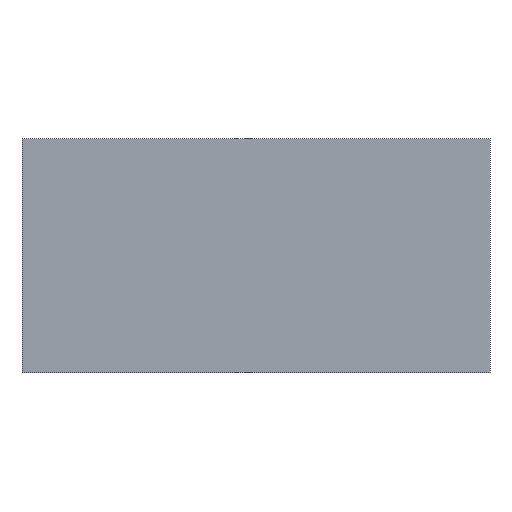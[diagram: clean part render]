
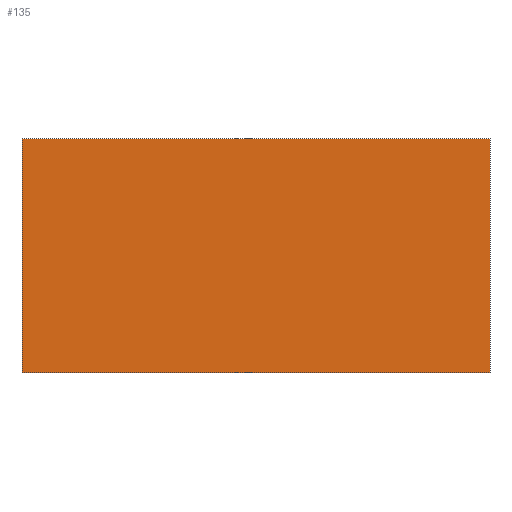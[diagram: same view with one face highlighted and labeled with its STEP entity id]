
A CAD part, front view. The second image highlights one B-rep face of the part: STEP entity #135.
In plain terms, the highlighted planar face has unit normal (0, -1, 0).
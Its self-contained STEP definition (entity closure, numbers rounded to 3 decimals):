
#96=CARTESIAN_POINT('POINT8',(-40.,-40.,20.));
#97=VERTEX_POINT('VERTEX8',#96);
#98=CARTESIAN_POINT('POINT9',(-40.,-40.,-20.));
#99=VERTEX_POINT('VERTEX9',#98);
#100=CARTESIAN_POINT('POS13',(-40.,-40.,0.));
#101=DIRECTION('DIR16',(0.,0.,-1.));
#102=VECTOR('VEC10',#101,1.);
#103=LINE('STRAIGHT10',#100,#102);
#104=EDGE_CURVE('EDGE10',#97,#99,#103,.T.);
#105=ORIENTED_EDGE('COEDGE13',*,*,#104,.T.);
#106=CARTESIAN_POINT('POINT10',(40.,-40.,-20.));
#107=VERTEX_POINT('VERTEX10',#106);
#108=CARTESIAN_POINT('POS14',(0.,-40.,-20.));
#109=DIRECTION('DIR17',(-1.,0.,0.));
#110=VECTOR('VEC11',#109,1.);
#111=LINE('STRAIGHT11',#108,#110);
#112=EDGE_CURVE('EDGE11',#107,#99,#111,.T.);
#113=ORIENTED_EDGE('COEDGE14',*,*,#112,.F.);
#114=CARTESIAN_POINT('POINT11',(40.,-40.,20.));
#115=VERTEX_POINT('VERTEX11',#114);
#116=CARTESIAN_POINT('POS15',(40.,-40.,0.));
#117=DIRECTION('DIR18',(0.,0.,-1.));
#118=VECTOR('VEC12',#117,1.);
#119=LINE('STRAIGHT12',#116,#118);
#120=EDGE_CURVE('EDGE12',#115,#107,#119,.T.);
#121=ORIENTED_EDGE('COEDGE15',*,*,#120,.F.);
#122=CARTESIAN_POINT('POS16',(0.,-40.,20.));
#123=DIRECTION('DIR19',(1.,0.,0.));
#124=VECTOR('VEC13',#123,1.);
#125=LINE('STRAIGHT13',#122,#124);
#126=EDGE_CURVE('EDGE13',#97,#115,#125,.T.);
#127=ORIENTED_EDGE('COEDGE16',*,*,#126,.F.);
#128=EDGE_LOOP('NONE',(#105,#113,#121,#127));
#129=FACE_BOUND('LOOP1',#128,.T.);
#130=CARTESIAN_POINT('POS17',(0.,-40.,0.));
#131=DIRECTION('DIR20',(0.,1.,0.));
#132=DIRECTION('DIR21',(1.,0.,0.));
#133=AXIS2_PLACEMENT_3D('AXIS4',#130,#131,#132);
#134=PLANE('PLANE4',#133);
#135=ADVANCED_FACE('FACE4',(#129),#134,.F.);
